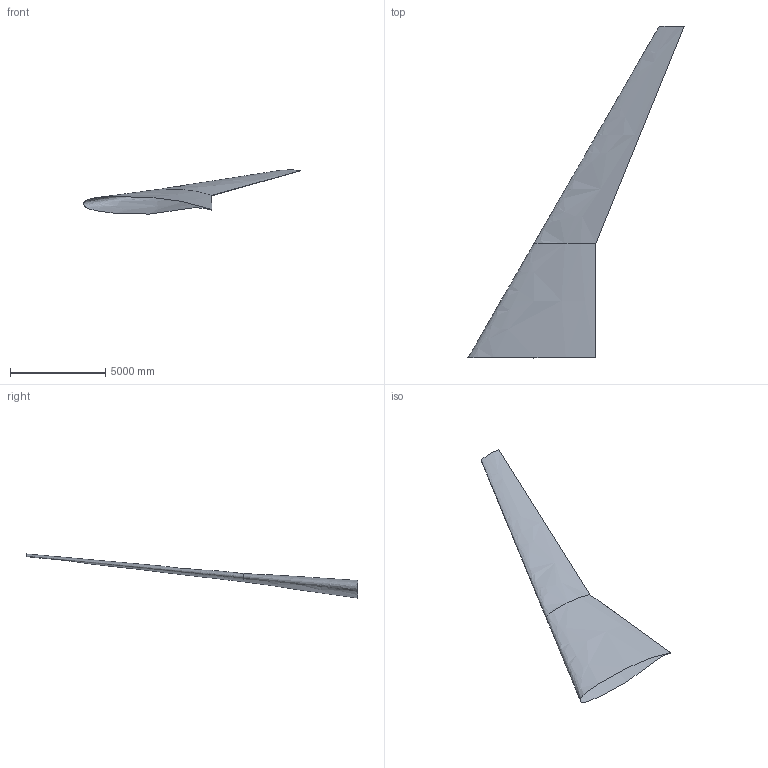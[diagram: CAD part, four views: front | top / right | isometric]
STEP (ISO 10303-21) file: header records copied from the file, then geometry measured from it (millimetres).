
FILE_DESCRIPTION(('Open CASCADE Model'),'2;1');
FILE_NAME('Open CASCADE Shape Model','2019-03-20T17:07:18',('Author'),( 'Open CASCADE'),'Open CASCADE STEP processor 7.3','Open CASCADE 7.3' ,'Unknown');
FILE_SCHEMA(('AUTOMOTIVE_DESIGN { 1 0 10303 214 1 1 1 1 }'));
Length unit declared in the file: millimetre
Products named in the file (3): Open CASCADE STEP translator 7.3 1; Open CASCADE STEP translator 7.3 1.1; Open CASCADE STEP translator 7.3 1.2
Assembly tree (2 placements, depth 2):
  Open CASCADE STEP translator 7.3 1
    Open CASCADE STEP translator 7.3 1.1
    Open CASCADE STEP translator 7.3 1.2
Bounding box: 11385.33 x 17469.2 x 2325.21 mm (x, y, z)
Surface area: 117330495.1 mm2 (no closed solid volume)
Topology: 0 solids, 2 shells, 4 faces, 12 edges, 8 vertices
Faces by surface type: bspline 4
Entity records: 2318 total; most frequent: CARTESIAN_POINT 2117, DIRECTION 18, ORIENTED_EDGE 16, B_SPLINE_CURVE_WITH_KNOTS 16, PCURVE 16, DEFINITIONAL_REPRESENTATION 16, EDGE_CURVE 12, SURFACE_CURVE 12
